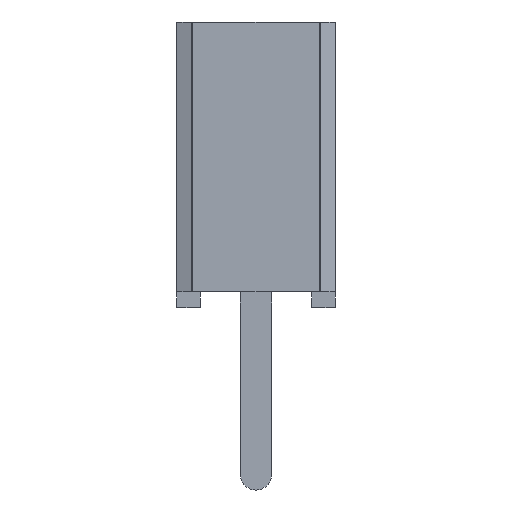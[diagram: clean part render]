
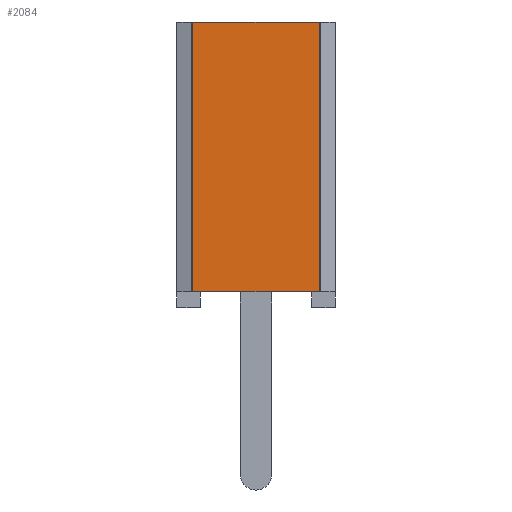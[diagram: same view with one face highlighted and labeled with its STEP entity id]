
A CAD part, left-side view. The second image highlights one B-rep face of the part: STEP entity #2084.
In plain terms, the highlighted planar face has unit normal (-1, 0, 0).
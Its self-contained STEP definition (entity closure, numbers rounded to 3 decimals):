
#2084 = ADVANCED_FACE('',(#2085),#2119,.F.);
#2085 = FACE_BOUND('',#2086,.T.);
#2086 = EDGE_LOOP('',(#2087,#2097,#2105,#2113));
#2087 = ORIENTED_EDGE('',*,*,#2088,.T.);
#2088 = EDGE_CURVE('',#2089,#2091,#2093,.T.);
#2089 = VERTEX_POINT('',#2090);
#2090 = CARTESIAN_POINT('',(-2.019,1.026,4.572));
#2091 = VERTEX_POINT('',#2092);
#2092 = CARTESIAN_POINT('',(-2.019,1.026,0.254));
#2093 = LINE('',#2094,#2095);
#2094 = CARTESIAN_POINT('',(-2.019,1.026,4.572));
#2095 = VECTOR('',#2096,1.);
#2096 = DIRECTION('',(0.,0.,-1.));
#2097 = ORIENTED_EDGE('',*,*,#2098,.T.);
#2098 = EDGE_CURVE('',#2091,#2099,#2101,.T.);
#2099 = VERTEX_POINT('',#2100);
#2100 = CARTESIAN_POINT('',(-2.019,-1.026,0.254));
#2101 = LINE('',#2102,#2103);
#2102 = CARTESIAN_POINT('',(-2.019,0.889,0.254));
#2103 = VECTOR('',#2104,1.);
#2104 = DIRECTION('',(0.,-1.,0.));
#2105 = ORIENTED_EDGE('',*,*,#2106,.T.);
#2106 = EDGE_CURVE('',#2099,#2107,#2109,.T.);
#2107 = VERTEX_POINT('',#2108);
#2108 = CARTESIAN_POINT('',(-2.019,-1.026,4.572));
#2109 = LINE('',#2110,#2111);
#2110 = CARTESIAN_POINT('',(-2.019,-1.026,4.572));
#2111 = VECTOR('',#2112,1.);
#2112 = DIRECTION('',(0.,0.,1.));
#2113 = ORIENTED_EDGE('',*,*,#2114,.F.);
#2114 = EDGE_CURVE('',#2089,#2107,#2115,.T.);
#2115 = LINE('',#2116,#2117);
#2116 = CARTESIAN_POINT('',(-2.019,1.27,4.572));
#2117 = VECTOR('',#2118,1.);
#2118 = DIRECTION('',(0.,-1.,0.));
#2119 = PLANE('',#2120);
#2120 = AXIS2_PLACEMENT_3D('',#2121,#2122,#2123);
#2121 = CARTESIAN_POINT('',(-2.019,1.27,4.572));
#2122 = DIRECTION('',(1.,0.,0.));
#2123 = DIRECTION('',(-0.,1.,0.));
